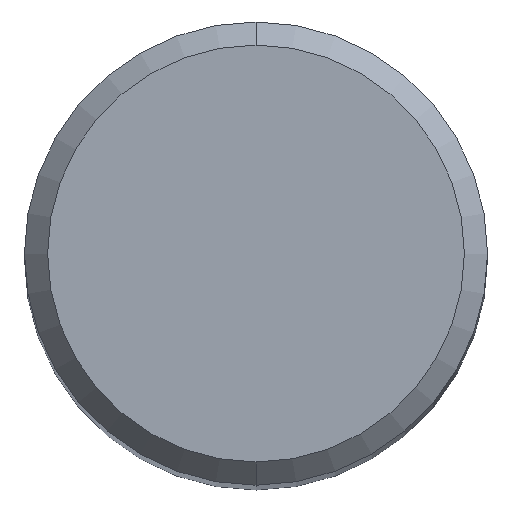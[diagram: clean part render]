
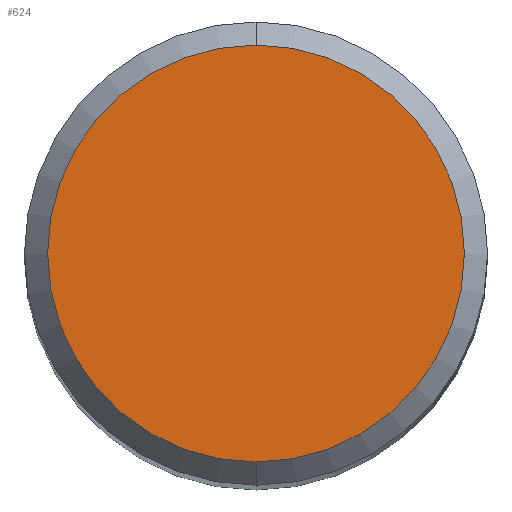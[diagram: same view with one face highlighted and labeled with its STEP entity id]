
A CAD part, top view. The second image highlights one B-rep face of the part: STEP entity #624.
In plain terms, the highlighted planar face has unit normal (0, 0, 1).
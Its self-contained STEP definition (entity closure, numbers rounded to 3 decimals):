
#342=EDGE_CURVE('',#790,#602,#935,.T.);
#602=VERTEX_POINT('',#1222);
#624=ADVANCED_FACE('',(#1246),#1247,.T.);
#758=EDGE_CURVE('',#602,#790,#1390,.T.);
#790=VERTEX_POINT('',#1427);
#935=CIRCLE('',#1634,4.5);
#1222=CARTESIAN_POINT('',(0.0,4.5,0.0));
#1246=FACE_OUTER_BOUND('',#4003,.T.);
#1247=PLANE('',#4004);
#1390=CIRCLE('',#4526,4.5);
#1427=CARTESIAN_POINT('',(0.,-4.5,0.0));
#1634=AXIS2_PLACEMENT_3D('',#7749,#7750,#7751);
#4003=EDGE_LOOP('',(#8084,#8085));
#4004=AXIS2_PLACEMENT_3D('',#8086,#8087,#8088);
#4526=AXIS2_PLACEMENT_3D('',#8217,#8218,#8219);
#7749=CARTESIAN_POINT('',(0.0,0.0,0.0));
#7750=DIRECTION('',(0.0,0.0,-1.0));
#7751=DIRECTION('',(0.0,1.0,0.0));
#8084=ORIENTED_EDGE('',*,*,#758,.F.);
#8085=ORIENTED_EDGE('',*,*,#342,.F.);
#8086=CARTESIAN_POINT('',(0.0,2.25,0.0));
#8087=DIRECTION('',(-0.0,0.0,1.0));
#8088=DIRECTION('',(0.0,-1.0,0.0));
#8217=CARTESIAN_POINT('',(0.0,0.0,0.0));
#8218=DIRECTION('',(0.0,0.0,-1.0));
#8219=DIRECTION('',(0.0,1.0,0.0));
